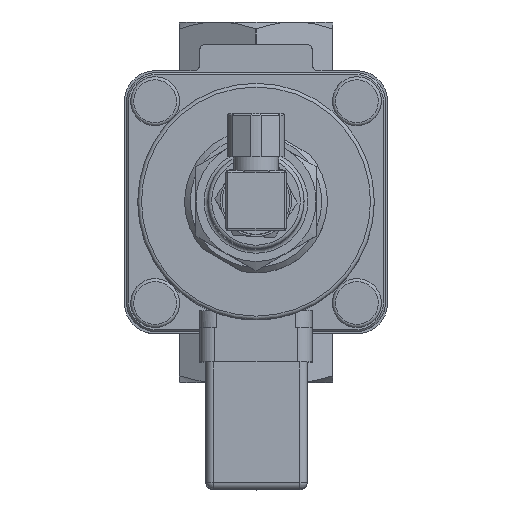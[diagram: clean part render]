
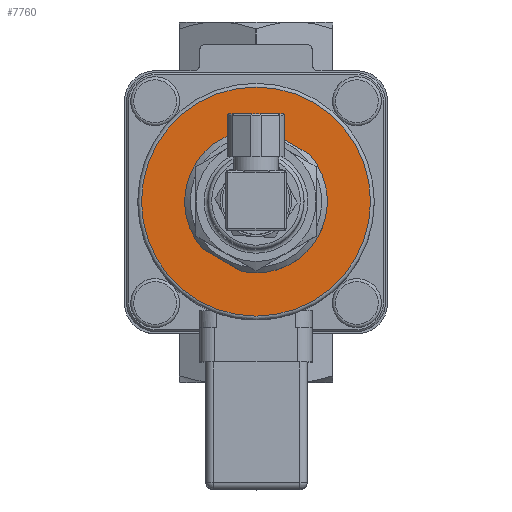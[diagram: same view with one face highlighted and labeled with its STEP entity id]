
A CAD part, top view. The second image highlights one B-rep face of the part: STEP entity #7760.
In plain terms, the highlighted planar face has unit normal (0, 0, 1).
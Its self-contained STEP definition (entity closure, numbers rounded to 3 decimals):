
#331=LINE('',#11804,#781);
#334=LINE('',#11815,#784);
#781=VECTOR('',#9363,12.166);
#784=VECTOR('',#9368,12.166);
#1496=FACE_BOUND('',#2231,.T.);
#1744=FACE_OUTER_BOUND('',#2230,.T.);
#2230=EDGE_LOOP('',(#5691));
#2231=EDGE_LOOP('',(#5692,#5693,#5694,#5695));
#2608=CIRCLE('',#8221,19.);
#2610=CIRCLE('',#8225,19.);
#2682=CIRCLE('',#8389,30.5);
#3047=VERTEX_POINT('',#11796);
#3049=VERTEX_POINT('',#11802);
#3051=VERTEX_POINT('',#11807);
#3053=VERTEX_POINT('',#11813);
#3208=VERTEX_POINT('',#12478);
#3854=EDGE_CURVE('',#3047,#3049,#331,.T.);
#3858=EDGE_CURVE('',#3051,#3053,#334,.T.);
#3860=EDGE_CURVE('',#3049,#3051,#2608,.T.);
#3862=EDGE_CURVE('',#3053,#3047,#2610,.T.);
#4100=EDGE_CURVE('',#3208,#3208,#2682,.T.);
#5691=ORIENTED_EDGE('',*,*,#4100,.F.);
#5692=ORIENTED_EDGE('',*,*,#3858,.T.);
#5693=ORIENTED_EDGE('',*,*,#3862,.T.);
#5694=ORIENTED_EDGE('',*,*,#3854,.T.);
#5695=ORIENTED_EDGE('',*,*,#3860,.T.);
#7012=PLANE('',#8388);
#7760=ADVANCED_FACE('',(#1744,#1496),#7012,.T.);
#8221=AXIS2_PLACEMENT_3D('',#11818,#9373,#9374);
#8225=AXIS2_PLACEMENT_3D('',#11822,#9381,#9382);
#8388=AXIS2_PLACEMENT_3D('',#12477,#9853,#9854);
#8389=AXIS2_PLACEMENT_3D('',#12479,#9855,#9856);
#9363=DIRECTION('',(-0.866,0.5,0.));
#9368=DIRECTION('',(0.866,-0.5,0.));
#9373=DIRECTION('center_axis',(0.,0.,
-1.));
#9374=DIRECTION('ref_axis',(0.866,-0.5,0.));
#9381=DIRECTION('center_axis',(0.,0.,
-1.));
#9382=DIRECTION('ref_axis',(0.866,-0.5,0.));
#9853=DIRECTION('center_axis',(0.,0.,
1.));
#9854=DIRECTION('ref_axis',(-1.,0.,0.));
#9855=DIRECTION('center_axis',(0.,0.,
-1.));
#9856=DIRECTION('ref_axis',(0.,-1.,0.));
#11796=CARTESIAN_POINT('',(-3.732,-18.63,119.7));
#11802=CARTESIAN_POINT('',(-14.268,-12.547,119.7));
#11804=CARTESIAN_POINT('',(-12.832,-13.376,119.7));
#11807=CARTESIAN_POINT('',(3.732,18.63,119.7));
#11813=CARTESIAN_POINT('',(14.268,12.547,119.7));
#11815=CARTESIAN_POINT('',(22.466,7.814,119.7));
#11818=CARTESIAN_POINT('Origin',(0.,0.,
119.7));
#11822=CARTESIAN_POINT('Origin',(0.,0.,
119.7));
#12477=CARTESIAN_POINT('Origin',(0.,-22.25,119.7));
#12478=CARTESIAN_POINT('',(0.,-30.5,119.7));
#12479=CARTESIAN_POINT('Origin',(0.,0.,
119.7));
